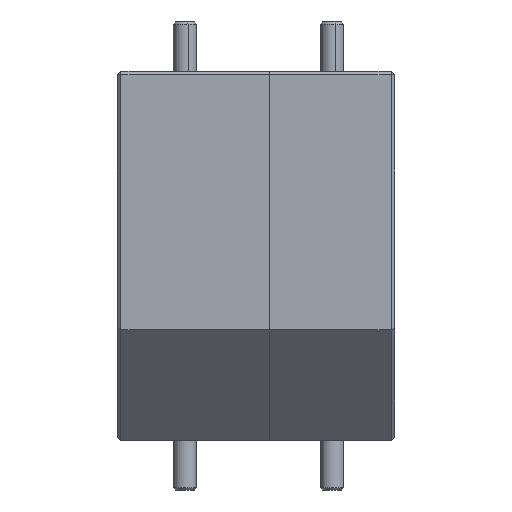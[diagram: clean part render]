
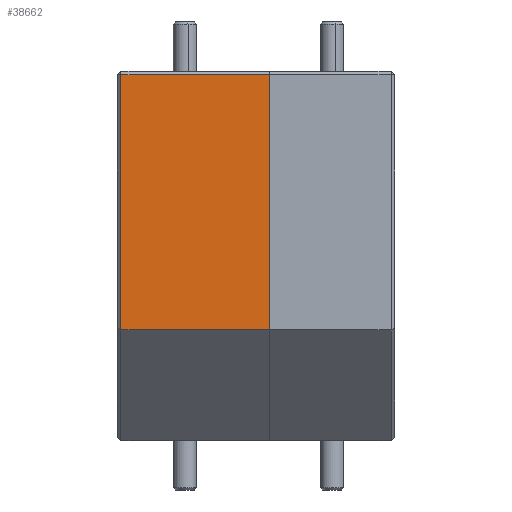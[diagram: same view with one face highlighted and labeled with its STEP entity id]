
A CAD part, left-side view. The second image highlights one B-rep face of the part: STEP entity #38662.
In plain terms, the highlighted planar face has unit normal (-1, 0, 0).
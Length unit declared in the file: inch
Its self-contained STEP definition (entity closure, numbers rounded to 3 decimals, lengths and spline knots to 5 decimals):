
#433 = VECTOR ( 'NONE', #18464, 39.37008 ) ;
#1044 = DIRECTION ( 'NONE',  ( 1., 0., 0. ) ) ;
#2345 = EDGE_CURVE ( 'NONE', #9321, #12476, #5714, .T. ) ;
#3095 = ORIENTED_EDGE ( 'NONE', *, *, #2345, .T. ) ;
#4220 = VECTOR ( 'NONE', #23409, 39.37008 ) ;
#4428 = LINE ( 'NONE', #4624, #4220 ) ;
#4624 = CARTESIAN_POINT ( 'NONE',  ( -4.93626, 2.26241, 1.87068 ) ) ;
#5714 = LINE ( 'NONE', #14779, #29950 ) ;
#5900 = VECTOR ( 'NONE', #28307, 39.37008 ) ;
#5911 = CARTESIAN_POINT ( 'NONE',  ( -4.93626, 1.85041, 1.88068 ) ) ;
#7215 = DIRECTION ( 'NONE',  ( 0., 0., -1. ) ) ;
#7424 = CARTESIAN_POINT ( 'NONE',  ( -4.93626, 2.26241, 1.88068 ) ) ;
#9000 = LINE ( 'NONE', #5911, #433 ) ;
#9321 = VERTEX_POINT ( 'NONE', #28065 ) ;
#12476 = VERTEX_POINT ( 'NONE', #18236 ) ;
#14779 = CARTESIAN_POINT ( 'NONE',  ( -4.93626, 2.26241, 1.18068 ) ) ;
#15437 = EDGE_CURVE ( 'NONE', #32705, #26331, #4428, .T. ) ;
#18236 = CARTESIAN_POINT ( 'NONE',  ( -4.93626, 1.85041, 1.18068 ) ) ;
#18464 = DIRECTION ( 'NONE',  ( 0., 0., 1. ) ) ;
#19741 = CARTESIAN_POINT ( 'NONE',  ( -4.93626, 2.25241, 1.87068 ) ) ;
#22000 = DIRECTION ( 'NONE',  ( 0., -1., 0. ) ) ;
#22085 = LINE ( 'NONE', #34668, #5900 ) ;
#23124 = ORIENTED_EDGE ( 'NONE', *, *, #23584, .T. ) ;
#23130 = ORIENTED_EDGE ( 'NONE', *, *, #15437, .T. ) ;
#23409 = DIRECTION ( 'NONE',  ( 0., 1., 0. ) ) ;
#23584 = EDGE_CURVE ( 'NONE', #26331, #9321, #22085, .T. ) ;
#24473 = CARTESIAN_POINT ( 'NONE',  ( -4.93626, 1.85041, 1.87068 ) ) ;
#26331 = VERTEX_POINT ( 'NONE', #19741 ) ;
#27242 = AXIS2_PLACEMENT_3D ( 'NONE', #7424, #1044, #7215 ) ;
#28065 = CARTESIAN_POINT ( 'NONE',  ( -4.93626, 2.25241, 1.18068 ) ) ;
#28307 = DIRECTION ( 'NONE',  ( 0., 0., -1. ) ) ;
#29950 = VECTOR ( 'NONE', #22000, 39.37008 ) ;
#30540 = EDGE_CURVE ( 'NONE', #12476, #32705, #9000, .T. ) ;
#31541 = ORIENTED_EDGE ( 'NONE', *, *, #30540, .T. ) ;
#32605 = FACE_OUTER_BOUND ( 'NONE', #37724, .T. ) ;
#32705 = VERTEX_POINT ( 'NONE', #24473 ) ;
#34668 = CARTESIAN_POINT ( 'NONE',  ( -4.93626, 2.25241, 1.88068 ) ) ;
#35470 = PLANE ( 'NONE',  #27242 ) ;
#37724 = EDGE_LOOP ( 'NONE', ( #31541, #23130, #23124, #3095 ) ) ;
#38662 = ADVANCED_FACE ( 'NONE', ( #32605 ), #35470, .F. ) ;
